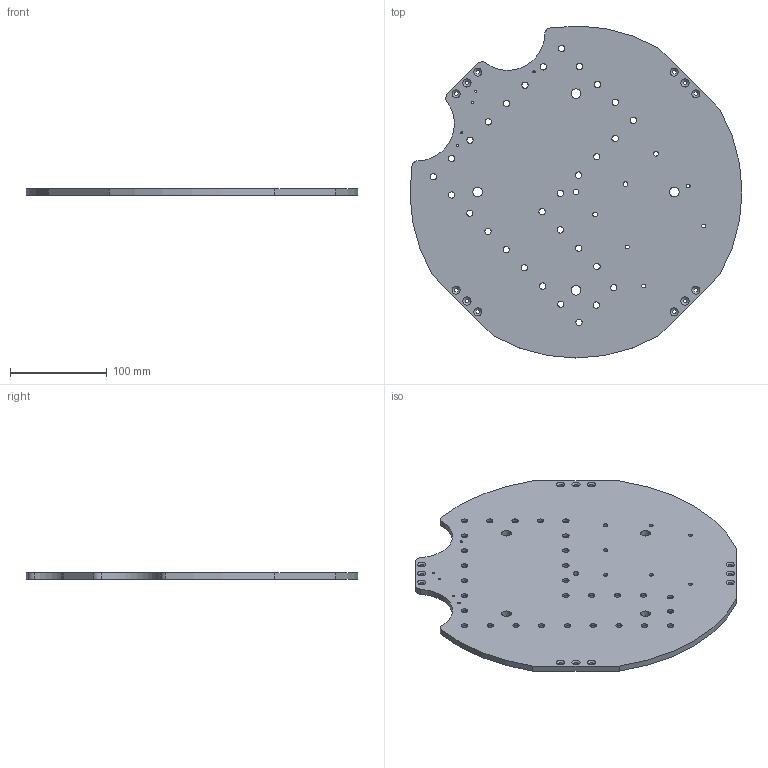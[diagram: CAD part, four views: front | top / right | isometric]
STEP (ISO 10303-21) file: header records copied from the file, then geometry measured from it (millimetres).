
FILE_DESCRIPTION(/* description */ (''),/* implementation_level */ '2;1');
FILE_NAME(/* name */ 'RockSat-X Deck Plate 2017 HERMES and STAR Bolt Pattern.stp',/* time_stamp */ '2017-05-30T16:23:16-04:00',/* author */ ('Pierce'),/* organization */ (''),/* preprocessor_version */ 'ST-DEVELOPER v16.13',/* originating_system */ 'Autodesk Inventor 2018',/* authorisation */ '');
FILE_SCHEMA (('AUTOMOTIVE_DESIGN { 1 0 10303 214 3 1 1 }'));
Length unit declared in the file: inch
Products named in the file (1): RSX Deck
Bounding box: 342.89 x 342.89 x 6.35 mm (x, y, z)
Volume: 540839.1 mm3; surface area: 185004.1 mm2
Topology: 1 solids, 1 shells, 123 faces, 346 edges, 228 vertices
Faces by surface type: cylinder 72, cone 42, plane 9
Full cylindrical faces by diameter (mm): 2.261 x5, 3.962 x4, 4.305 x12, 4.826 x3, 6.045 x1, 6.528 x30, 7.925 x3, 9.804 x4
Entity records: 3520 total; most frequent: DIRECTION 642, CARTESIAN_POINT 526, ORIENTED_EDGE 416, EDGE_LOOP 348, AXIS2_PLACEMENT_3D 310, FACE_BOUND 225, EDGE_CURVE 208, VERTEX_POINT 194
